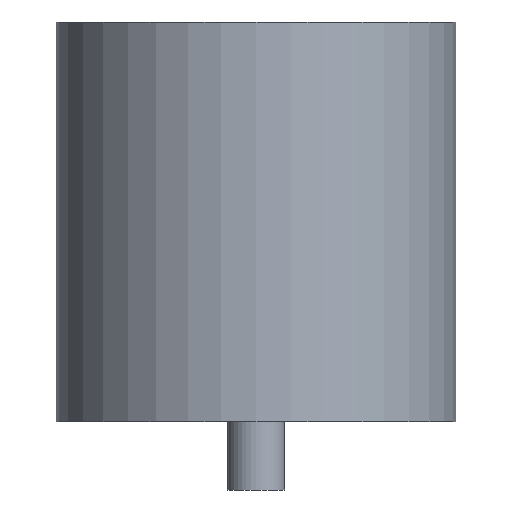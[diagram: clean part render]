
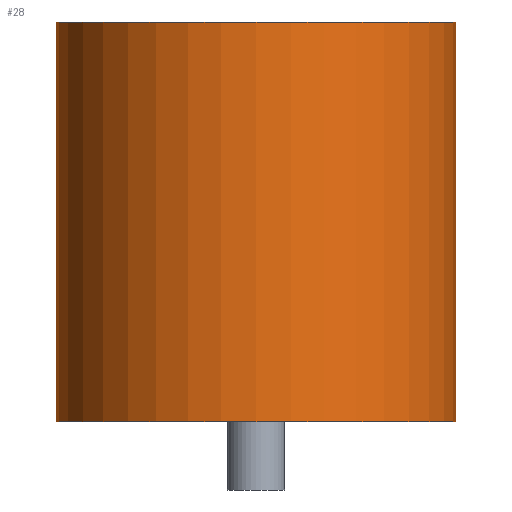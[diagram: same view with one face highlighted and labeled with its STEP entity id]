
A CAD part, front view. The second image highlights one B-rep face of the part: STEP entity #28.
In plain terms, the highlighted cylindrical face has radius 3.5 mm (diameter 7 mm), a full revolution.
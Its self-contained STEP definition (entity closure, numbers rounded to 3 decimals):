
#28 = ADVANCED_FACE('',(#29),#42,.T.);
#29 = FACE_BOUND('',#30,.T.);
#30 = EDGE_LOOP('',(#31,#65,#88,#115));
#31 = ORIENTED_EDGE('',*,*,#32,.F.);
#32 = EDGE_CURVE('',#33,#33,#35,.T.);
#33 = VERTEX_POINT('',#34);
#34 = CARTESIAN_POINT('',(3.5,0.,7.));
#35 = SURFACE_CURVE('',#36,(#41,#53),.PCURVE_S1.);
#36 = CIRCLE('',#37,3.5);
#37 = AXIS2_PLACEMENT_3D('',#38,#39,#40);
#38 = CARTESIAN_POINT('',(0.,0.,7.));
#39 = DIRECTION('',(0.,0.,1.));
#40 = DIRECTION('',(1.,0.,0.));
#41 = PCURVE('',#42,#47);
#42 = CYLINDRICAL_SURFACE('',#43,3.5);
#43 = AXIS2_PLACEMENT_3D('',#44,#45,#46);
#44 = CARTESIAN_POINT('',(0.,0.,0.));
#45 = DIRECTION('',(0.,0.,1.));
#46 = DIRECTION('',(1.,0.,0.));
#47 = DEFINITIONAL_REPRESENTATION('',(#48),#52);
#48 = LINE('',#49,#50);
#49 = CARTESIAN_POINT('',(0.,7.));
#50 = VECTOR('',#51,1.);
#51 = DIRECTION('',(1.,0.));
#52 = ( GEOMETRIC_REPRESENTATION_CONTEXT(2) 
PARAMETRIC_REPRESENTATION_CONTEXT() REPRESENTATION_CONTEXT('2D SPACE',''
  ) );
#53 = PCURVE('',#54,#59);
#54 = PLANE('',#55);
#55 = AXIS2_PLACEMENT_3D('',#56,#57,#58);
#56 = CARTESIAN_POINT('',(0.,0.,7.));
#57 = DIRECTION('',(0.,0.,1.));
#58 = DIRECTION('',(1.,0.,0.));
#59 = DEFINITIONAL_REPRESENTATION('',(#60),#64);
#60 = CIRCLE('',#61,3.5);
#61 = AXIS2_PLACEMENT_2D('',#62,#63);
#62 = CARTESIAN_POINT('',(0.,0.));
#63 = DIRECTION('',(1.,0.));
#64 = ( GEOMETRIC_REPRESENTATION_CONTEXT(2) 
PARAMETRIC_REPRESENTATION_CONTEXT() REPRESENTATION_CONTEXT('2D SPACE',''
  ) );
#65 = ORIENTED_EDGE('',*,*,#66,.F.);
#66 = EDGE_CURVE('',#67,#33,#69,.T.);
#67 = VERTEX_POINT('',#68);
#68 = CARTESIAN_POINT('',(3.5,0.,0.));
#69 = SEAM_CURVE('',#70,(#74,#81),.PCURVE_S1.);
#70 = LINE('',#71,#72);
#71 = CARTESIAN_POINT('',(3.5,0.,0.));
#72 = VECTOR('',#73,1.);
#73 = DIRECTION('',(0.,0.,1.));
#74 = PCURVE('',#42,#75);
#75 = DEFINITIONAL_REPRESENTATION('',(#76),#80);
#76 = LINE('',#77,#78);
#77 = CARTESIAN_POINT('',(6.283,-0.));
#78 = VECTOR('',#79,1.);
#79 = DIRECTION('',(0.,1.));
#80 = ( GEOMETRIC_REPRESENTATION_CONTEXT(2) 
PARAMETRIC_REPRESENTATION_CONTEXT() REPRESENTATION_CONTEXT('2D SPACE',''
  ) );
#81 = PCURVE('',#42,#82);
#82 = DEFINITIONAL_REPRESENTATION('',(#83),#87);
#83 = LINE('',#84,#85);
#84 = CARTESIAN_POINT('',(0.,-0.));
#85 = VECTOR('',#86,1.);
#86 = DIRECTION('',(0.,1.));
#87 = ( GEOMETRIC_REPRESENTATION_CONTEXT(2) 
PARAMETRIC_REPRESENTATION_CONTEXT() REPRESENTATION_CONTEXT('2D SPACE',''
  ) );
#88 = ORIENTED_EDGE('',*,*,#89,.T.);
#89 = EDGE_CURVE('',#67,#67,#90,.T.);
#90 = SURFACE_CURVE('',#91,(#96,#103),.PCURVE_S1.);
#91 = CIRCLE('',#92,3.5);
#92 = AXIS2_PLACEMENT_3D('',#93,#94,#95);
#93 = CARTESIAN_POINT('',(0.,0.,0.));
#94 = DIRECTION('',(0.,0.,1.));
#95 = DIRECTION('',(1.,0.,0.));
#96 = PCURVE('',#42,#97);
#97 = DEFINITIONAL_REPRESENTATION('',(#98),#102);
#98 = LINE('',#99,#100);
#99 = CARTESIAN_POINT('',(0.,0.));
#100 = VECTOR('',#101,1.);
#101 = DIRECTION('',(1.,0.));
#102 = ( GEOMETRIC_REPRESENTATION_CONTEXT(2) 
PARAMETRIC_REPRESENTATION_CONTEXT() REPRESENTATION_CONTEXT('2D SPACE',''
  ) );
#103 = PCURVE('',#104,#109);
#104 = PLANE('',#105);
#105 = AXIS2_PLACEMENT_3D('',#106,#107,#108);
#106 = CARTESIAN_POINT('',(0.,0.,0.));
#107 = DIRECTION('',(0.,0.,1.));
#108 = DIRECTION('',(1.,0.,0.));
#109 = DEFINITIONAL_REPRESENTATION('',(#110),#114);
#110 = CIRCLE('',#111,3.5);
#111 = AXIS2_PLACEMENT_2D('',#112,#113);
#112 = CARTESIAN_POINT('',(0.,0.));
#113 = DIRECTION('',(1.,0.));
#114 = ( GEOMETRIC_REPRESENTATION_CONTEXT(2) 
PARAMETRIC_REPRESENTATION_CONTEXT() REPRESENTATION_CONTEXT('2D SPACE',''
  ) );
#115 = ORIENTED_EDGE('',*,*,#66,.T.);
